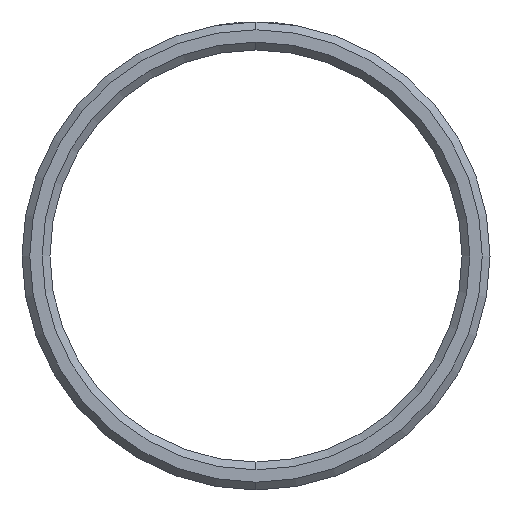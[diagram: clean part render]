
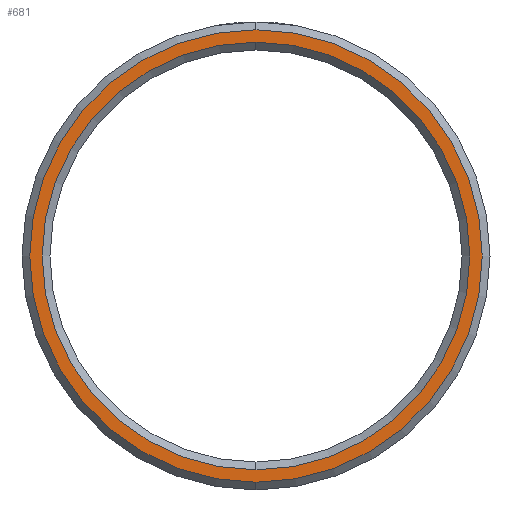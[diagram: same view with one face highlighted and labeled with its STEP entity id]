
A CAD part, left-side view. The second image highlights one B-rep face of the part: STEP entity #681.
In plain terms, the highlighted planar face has unit normal (-1, 0, 0).
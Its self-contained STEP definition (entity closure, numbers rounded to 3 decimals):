
#4 = CIRCLE ( 'NONE', #326, 27.55 ) ;
#156 = AXIS2_PLACEMENT_3D ( 'NONE', #1043, #1182, #1034 ) ;
#214 = CARTESIAN_POINT ( 'NONE',  ( 0., 0., 29.15 ) ) ;
#225 = DIRECTION ( 'NONE',  ( 0., 0., -1. ) ) ;
#228 = DIRECTION ( 'NONE',  ( 1., 0., 0. ) ) ;
#229 = CARTESIAN_POINT ( 'NONE',  ( 0., 0., 0. ) ) ;
#274 = AXIS2_PLACEMENT_3D ( 'NONE', #1167, #1161, #1160 ) ;
#277 = CIRCLE ( 'NONE', #347, 29.15 ) ;
#326 = AXIS2_PLACEMENT_3D ( 'NONE', #688, #924, #331 ) ;
#331 = DIRECTION ( 'NONE',  ( 0., 0., -1. ) ) ;
#347 = AXIS2_PLACEMENT_3D ( 'NONE', #576, #573, #567 ) ;
#422 = VERTEX_POINT ( 'NONE', #451 ) ;
#423 = ORIENTED_EDGE ( 'NONE', *, *, #1153, .T. ) ;
#451 = CARTESIAN_POINT ( 'NONE',  ( 0., 0., -29.15 ) ) ;
#504 = EDGE_CURVE ( 'NONE', #976, #566, #4, .T. ) ;
#566 = VERTEX_POINT ( 'NONE', #1179 ) ;
#567 = DIRECTION ( 'NONE',  ( 0., 0., -1. ) ) ;
#573 = DIRECTION ( 'NONE',  ( -1., 0., 0. ) ) ;
#576 = CARTESIAN_POINT ( 'NONE',  ( 0., 0., 0. ) ) ;
#633 = EDGE_CURVE ( 'NONE', #1217, #422, #964, .T. ) ;
#681 = ADVANCED_FACE ( 'NONE', ( #1169, #927 ), #1037, .F. ) ;
#688 = CARTESIAN_POINT ( 'NONE',  ( 0., 0., 0. ) ) ;
#778 = CARTESIAN_POINT ( 'NONE',  ( 0., 0., 27.55 ) ) ;
#807 = ORIENTED_EDGE ( 'NONE', *, *, #504, .T. ) ;
#843 = EDGE_LOOP ( 'NONE', ( #1197, #1069 ) ) ;
#924 = DIRECTION ( 'NONE',  ( 1., 0., 0. ) ) ;
#927 = FACE_BOUND ( 'NONE', #1175, .T. ) ;
#964 = CIRCLE ( 'NONE', #274, 29.15 ) ;
#976 = VERTEX_POINT ( 'NONE', #778 ) ;
#1034 = DIRECTION ( 'NONE',  ( 0., 0., -1. ) ) ;
#1037 = PLANE ( 'NONE',  #156 ) ;
#1040 = AXIS2_PLACEMENT_3D ( 'NONE', #229, #228, #225 ) ;
#1043 = CARTESIAN_POINT ( 'NONE',  ( 0., 0., 0. ) ) ;
#1061 = EDGE_CURVE ( 'NONE', #422, #1217, #277, .T. ) ;
#1069 = ORIENTED_EDGE ( 'NONE', *, *, #633, .T. ) ;
#1153 = EDGE_CURVE ( 'NONE', #566, #976, #1207, .T. ) ;
#1160 = DIRECTION ( 'NONE',  ( 0., 0., -1. ) ) ;
#1161 = DIRECTION ( 'NONE',  ( -1., 0., 0. ) ) ;
#1167 = CARTESIAN_POINT ( 'NONE',  ( 0., 0., 0. ) ) ;
#1169 = FACE_OUTER_BOUND ( 'NONE', #843, .T. ) ;
#1175 = EDGE_LOOP ( 'NONE', ( #807, #423 ) ) ;
#1179 = CARTESIAN_POINT ( 'NONE',  ( 0., 0., -27.55 ) ) ;
#1182 = DIRECTION ( 'NONE',  ( 1., 0., 0. ) ) ;
#1197 = ORIENTED_EDGE ( 'NONE', *, *, #1061, .T. ) ;
#1207 = CIRCLE ( 'NONE', #1040, 27.55 ) ;
#1217 = VERTEX_POINT ( 'NONE', #214 ) ;
